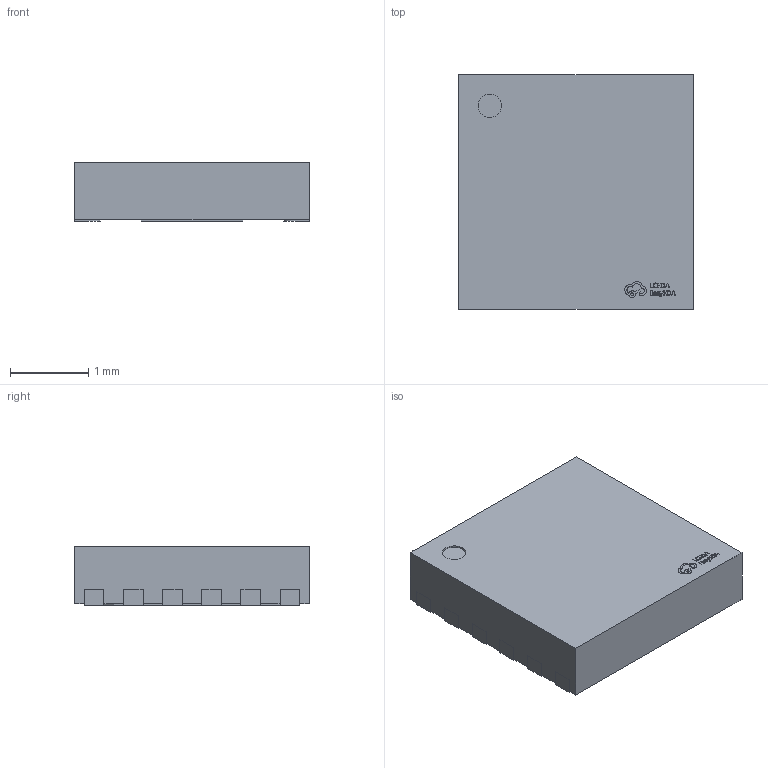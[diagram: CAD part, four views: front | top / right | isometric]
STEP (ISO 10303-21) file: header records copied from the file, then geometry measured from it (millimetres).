
FILE_DESCRIPTION (( 'STEP AP214' ), '1' );
FILE_NAME ('WSON-12_L3.0-W3.0-P0.50-TL-EP-2.step', '2022-07-26T09:36:03', ( '' ), ( '' ), 'SwSTEP 2.0', 'SolidWorks 2020', '' );
FILE_SCHEMA (( 'AUTOMOTIVE_DESIGN' ));
Length unit declared in the file: millimetre
Products named in the file (1): WSON-12_L3.0-W3.0-P0.50-TL-EP-2
Bounding box: 3 x 3 x 0.75 mm (x, y, z)
Volume: 6.6 mm3; surface area: 27.4 mm2
Topology: 14 solids, 14 shells, 401 faces, 1092 edges, 728 vertices
Faces by surface type: plane 263, bspline 112, cylinder 26
Entity records: 17709 total; most frequent: CARTESIAN_POINT 4326, ORIENTED_EDGE 2184, DIRECTION 1496, EDGE_CURVE 1092, LINE 812, VECTOR 812, VERTEX_POINT 728, EDGE_LOOP 422
